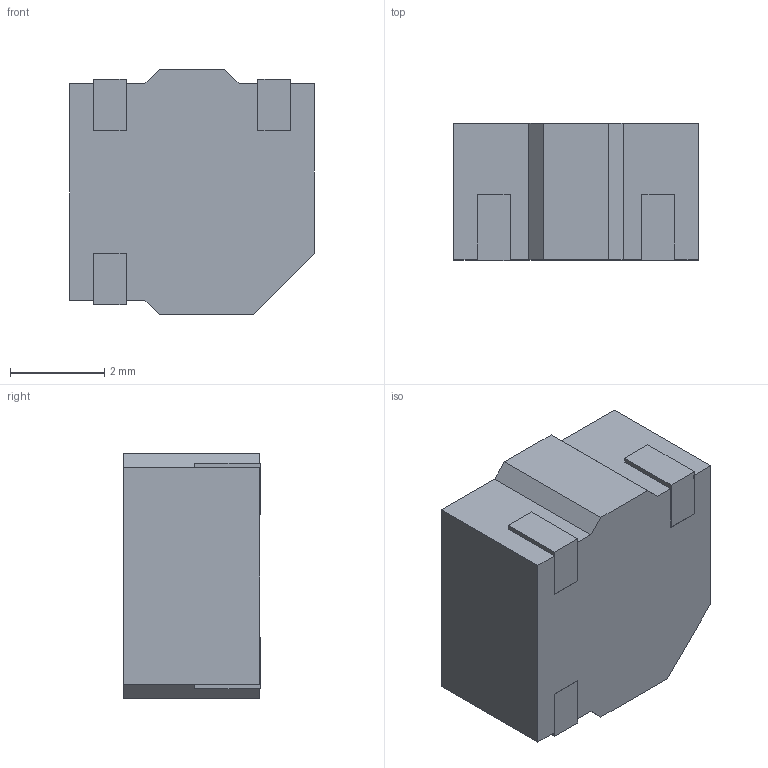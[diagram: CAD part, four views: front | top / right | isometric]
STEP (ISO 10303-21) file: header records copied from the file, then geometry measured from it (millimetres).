
FILE_DESCRIPTION (( 'STEP AP203' ), '1' );
FILE_NAME ('ST-0503.STEP', '2016-09-08T18:25:09', ( 'Gem' ), ( '' ), 'SwSTEP 2.0', 'SolidWorks 2013', '' );
FILE_SCHEMA (( 'CONFIG_CONTROL_DESIGN' ));
Length unit declared in the file: millimetre
Products named in the file (1): ST-0503
Bounding box: 5.2 x 2.91 x 5.2 mm (x, y, z)
Volume: 71.6 mm3; surface area: 107.9 mm2
Topology: 1 solids, 1 shells, 39 faces, 105 edges, 70 vertices
Faces by surface type: plane 37, cylinder 2
Entity records: 1282 total; most frequent: CARTESIAN_POINT 215, ORIENTED_EDGE 210, DIRECTION 189, EDGE_CURVE 105, LINE 101, VECTOR 101, VERTEX_POINT 70, AXIS2_PLACEMENT_3D 44
